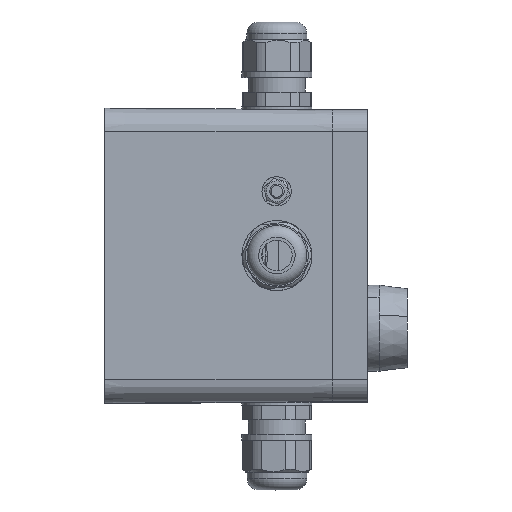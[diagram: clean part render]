
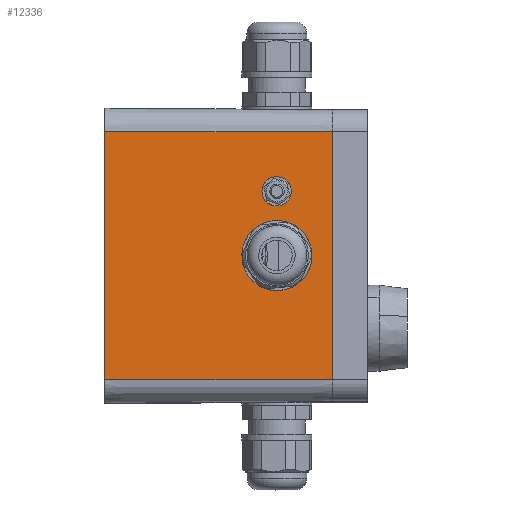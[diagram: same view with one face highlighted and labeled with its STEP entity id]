
A CAD part, top view. The second image highlights one B-rep face of the part: STEP entity #12336.
In plain terms, the highlighted face is planar.
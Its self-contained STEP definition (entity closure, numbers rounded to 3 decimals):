
#12336=ADVANCED_FACE('',(#12848,#12850,#12852),#12854,.T.);
#12848=FACE_BOUND('',#12849,.T.);
#12849=EDGE_LOOP('',(#13634));
#12850=FACE_BOUND('',#12851,.T.);
#12851=EDGE_LOOP('',(#13635));
#12852=FACE_OUTER_BOUND('',#12853,.T.);
#12853=EDGE_LOOP('',(#13636,#13637,#13638,#13639));
#12854=PLANE('',#12855);
#12855=AXIS2_PLACEMENT_3D('',#12856,#12857,#12858);
#12856=CARTESIAN_POINT('',(0.,-50.,78.));
#12857=DIRECTION('',(0.,-1.,0.007));
#12858=DIRECTION('',(-1.,0.,0.));
#13634=ORIENTED_EDGE('',*,*,#14102,.T.);
#13635=ORIENTED_EDGE('',*,*,#14103,.T.);
#13636=ORIENTED_EDGE('',*,*,#13968,.F.);
#13637=ORIENTED_EDGE('',*,*,#14005,.T.);
#13638=ORIENTED_EDGE('',*,*,#13999,.F.);
#13639=ORIENTED_EDGE('',*,*,#14096,.F.);
#13968=EDGE_CURVE('',#14344,#14334,#14346,.T.);
#13999=EDGE_CURVE('',#14406,#14407,#14408,.F.);
#14005=EDGE_CURVE('',#14344,#14407,#14417,.F.);
#14096=EDGE_CURVE('',#14334,#14406,#14553,.F.);
#14102=EDGE_CURVE('',#14561,#14561,#14562,.F.);
#14103=EDGE_CURVE('',#14563,#14563,#14564,.F.);
#14334=VERTEX_POINT('',#15033);
#14344=VERTEX_POINT('',#15056);
#14346=LINE('',#15061,#15062);
#14406=VERTEX_POINT('',#15200);
#14407=VERTEX_POINT('',#15201);
#14408=LINE('',#15202,#15203);
#14417=LINE('',#15226,#15227);
#14553=LINE('',#15680,#15681);
#14561=VERTEX_POINT('',#15708);
#14562=(BOUNDED_CURVE()B_SPLINE_CURVE(3,
(#15709,#15710,#15711,#15712,#15713,#15714,#15715),
.UNSPECIFIED.,.T.,.F.)B_SPLINE_CURVE_WITH_KNOTS((4,3,4),
(0.,0.5,1.),
.UNSPECIFIED.)CURVE()GEOMETRIC_REPRESENTATION_ITEM()RATIONAL_B_SPLINE_CURVE((1.,
0.333,0.333,1.,0.333,0.333,1.))
REPRESENTATION_ITEM(''));
#14563=VERTEX_POINT('',#15716);
#14564=(BOUNDED_CURVE()B_SPLINE_CURVE(3,
(#15717,#15718,#15719,#15720,#15721,#15722,#15723),
.UNSPECIFIED.,.T.,.F.)B_SPLINE_CURVE_WITH_KNOTS((4,3,4),
(0.,0.5,1.),
.UNSPECIFIED.)CURVE()GEOMETRIC_REPRESENTATION_ITEM()RATIONAL_B_SPLINE_CURVE((1.,
0.333,0.333,1.,0.333,0.333,1.))
REPRESENTATION_ITEM(''));
#15033=CARTESIAN_POINT('',(-42.5,-50.545,0.));
#15056=CARTESIAN_POINT('',(42.5,-50.545,0.));
#15061=CARTESIAN_POINT('',(42.5,-50.545,0.));
#15062=VECTOR('',#15063,1.);
#15063=DIRECTION('',(-1.,0.,0.));
#15200=CARTESIAN_POINT('',(-42.5,-50.,78.));
#15201=CARTESIAN_POINT('',(42.5,-50.,78.));
#15202=CARTESIAN_POINT('',(42.5,-50.,78.));
#15203=VECTOR('',#15204,1.);
#15204=DIRECTION('',(-1.,0.,0.));
#15226=CARTESIAN_POINT('',(42.5,-50.,78.));
#15227=VECTOR('',#15228,1.);
#15228=DIRECTION('',(0.,-0.007,-1.));
#15680=CARTESIAN_POINT('',(-42.5,-50.,78.));
#15681=VECTOR('',#15682,1.);
#15682=DIRECTION('',(0.,-0.007,-1.));
#15708=CARTESIAN_POINT('',(-22.,-50.115,61.5));
#15709=CARTESIAN_POINT('',(-22.,-50.115,61.5));
#15710=CARTESIAN_POINT('',(-27.,-50.115,61.5));
#15711=CARTESIAN_POINT('',(-27.,-50.15,56.5));
#15712=CARTESIAN_POINT('',(-22.,-50.15,56.5));
#15713=CARTESIAN_POINT('',(-17.,-50.15,56.5));
#15714=CARTESIAN_POINT('',(-17.,-50.115,61.5));
#15715=CARTESIAN_POINT('',(-22.,-50.115,61.5));
#15716=CARTESIAN_POINT('',(0.,-50.077,67.));
#15717=CARTESIAN_POINT('',(0.,-50.077,67.));
#15718=CARTESIAN_POINT('',(-16.,-50.077,67.));
#15719=CARTESIAN_POINT('',(-16.,-50.188,51.));
#15720=CARTESIAN_POINT('',(0.,-50.188,51.));
#15721=CARTESIAN_POINT('',(16.,-50.188,51.));
#15722=CARTESIAN_POINT('',(16.,-50.077,67.));
#15723=CARTESIAN_POINT('',(0.,-50.077,67.));
